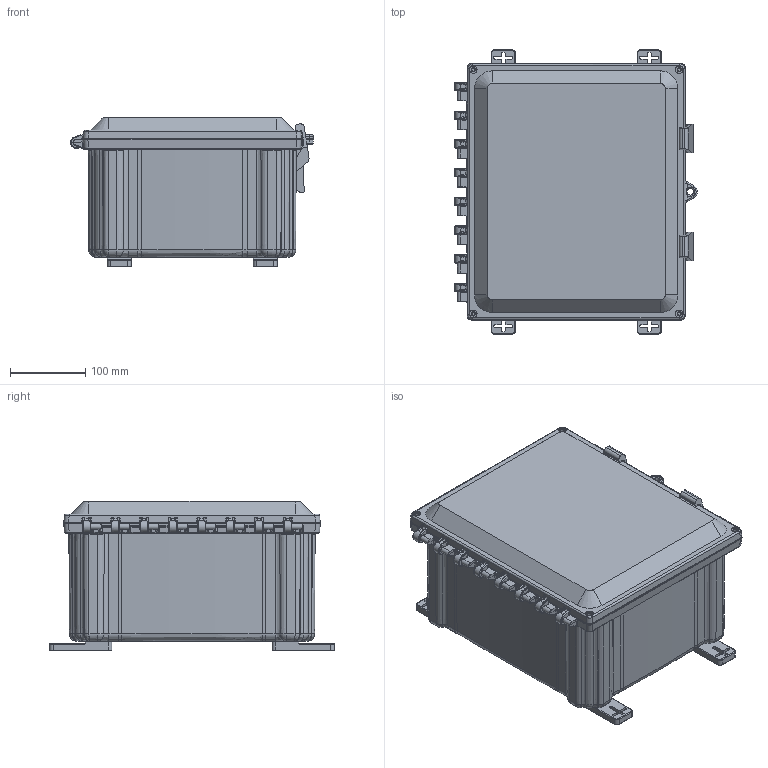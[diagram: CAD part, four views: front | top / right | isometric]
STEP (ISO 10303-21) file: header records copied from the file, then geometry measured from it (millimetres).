
FILE_DESCRIPTION (( 'STEP AP214' ), '1' );
FILE_NAME ('AH12106HW.STEP', '2025-02-19T17:30:00', ( '' ), ( '' ), 'SwSTEP 2.0', 'SolidWorks 2024', '' );
FILE_SCHEMA (( 'AUTOMOTIVE_DESIGN' ));
Length unit declared in the file: inch
Products named in the file (1): AH12106HW
Bounding box: 321.98 x 377.82 x 198.3 mm (x, y, z)
Volume: 2032462 mm3; surface area: 890043.3 mm2
Topology: 6 solids, 10 shells, 2578 faces, 6325 edges, 3833 vertices
Faces by surface type: cylinder 817, bspline 817, plane 703, cone 209, torus 32
Full cylindrical faces by diameter (mm): 3.967 x8, 4.953 x4, 6.35 x8, 7.937 x8, 7.938 x4, 8.319 x8, 9.525 x1, 9.906 x4, 11.43 x1
Entity records: 131840 total; most frequent: CARTESIAN_POINT 82339, ORIENTED_EDGE 12176, DIRECTION 7223, EDGE_CURVE 6088, VERTEX_POINT 3743, EDGE_LOOP 2831, B_SPLINE_CURVE_WITH_KNOTS 2642, FACE_OUTER_BOUND 2628
